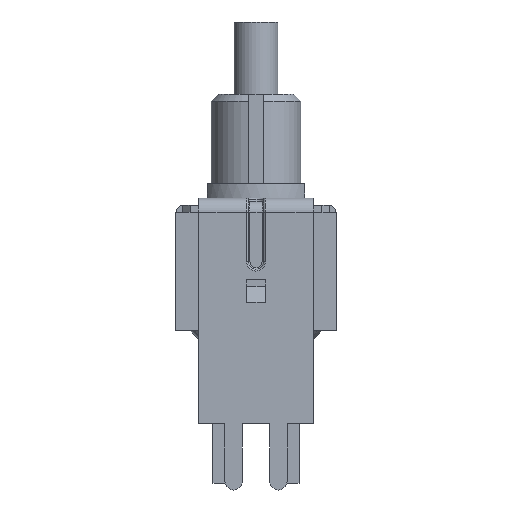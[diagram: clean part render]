
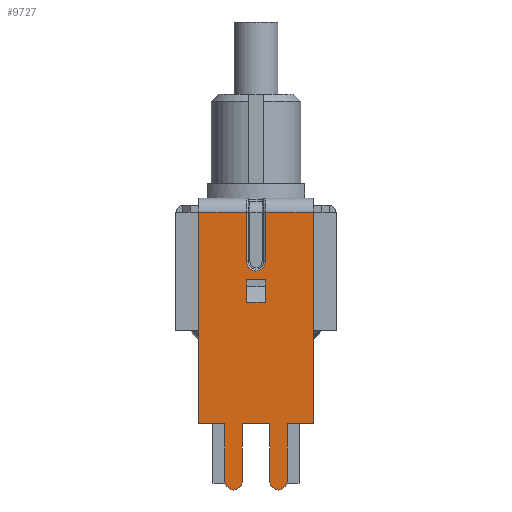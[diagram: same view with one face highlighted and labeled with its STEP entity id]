
A CAD part, left-side view. The second image highlights one B-rep face of the part: STEP entity #9727.
In plain terms, the highlighted planar face has unit normal (-1, 0, 0).
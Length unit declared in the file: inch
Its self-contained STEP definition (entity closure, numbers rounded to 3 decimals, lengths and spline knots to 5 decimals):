
#108=FACE_BOUND('',#3293,.T.);
#695=LINE('',#15773,#1671);
#700=LINE('',#15791,#1676);
#806=LINE('',#16122,#1782);
#815=LINE('',#16140,#1791);
#816=LINE('',#16143,#1792);
#820=LINE('',#16151,#1796);
#823=LINE('',#16157,#1799);
#826=LINE('',#16161,#1802);
#834=LINE('',#16196,#1810);
#836=LINE('',#16201,#1812);
#842=LINE('',#16217,#1818);
#844=LINE('',#16222,#1820);
#847=LINE('',#16226,#1823);
#849=LINE('',#16229,#1825);
#850=LINE('',#16231,#1826);
#855=LINE('',#16258,#1831);
#874=LINE('',#16340,#1850);
#875=LINE('',#16343,#1851);
#877=LINE('',#16353,#1853);
#1671=VECTOR('',#11664,0.3937);
#1676=VECTOR('',#11681,0.3937);
#1782=VECTOR('',#12043,0.3937);
#1791=VECTOR('',#12060,0.3937);
#1792=VECTOR('',#12063,0.3937);
#1796=VECTOR('',#12069,0.3937);
#1799=VECTOR('',#12074,0.3937);
#1802=VECTOR('',#12079,0.3937);
#1810=VECTOR('',#12117,0.3937);
#1812=VECTOR('',#12121,0.3937);
#1818=VECTOR('',#12135,0.3937);
#1820=VECTOR('',#12139,0.3937);
#1823=VECTOR('',#12144,0.3937);
#1825=VECTOR('',#12148,0.3937);
#1826=VECTOR('',#12151,0.3937);
#1831=VECTOR('',#12184,0.3937);
#1850=VECTOR('',#12285,0.3937);
#1851=VECTOR('',#12288,0.3937);
#1853=VECTOR('',#12302,0.3937);
#2727=FACE_OUTER_BOUND('',#3292,.T.);
#3292=EDGE_LOOP('',(#7854,#7855,#7856,#7857,#7858,#7859,#7860,#7861,#7862,
#7863,#7864,#7865,#7866,#7867,#7868,#7869));
#3293=EDGE_LOOP('',(#7870,#7871,#7872,#7873,#7874,#7875));
#3712=CIRCLE('',#10376,0.02402);
#3714=CIRCLE('',#10381,0.02402);
#3749=CIRCLE('',#10447,0.02638);
#4270=VERTEX_POINT('',#15770);
#4271=VERTEX_POINT('',#15772);
#4277=VERTEX_POINT('',#15788);
#4278=VERTEX_POINT('',#15790);
#4371=VERTEX_POINT('',#16110);
#4374=VERTEX_POINT('',#16118);
#4380=VERTEX_POINT('',#16138);
#4381=VERTEX_POINT('',#16142);
#4384=VERTEX_POINT('',#16150);
#4386=VERTEX_POINT('',#16156);
#4395=VERTEX_POINT('',#16186);
#4396=VERTEX_POINT('',#16188);
#4398=VERTEX_POINT('',#16194);
#4400=VERTEX_POINT('',#16200);
#4403=VERTEX_POINT('',#16207);
#4404=VERTEX_POINT('',#16209);
#4406=VERTEX_POINT('',#16215);
#4408=VERTEX_POINT('',#16221);
#4414=VERTEX_POINT('',#16248);
#4415=VERTEX_POINT('',#16252);
#4439=VERTEX_POINT('',#16342);
#4441=VERTEX_POINT('',#16348);
#5374=EDGE_CURVE('',#4270,#4271,#695,.T.);
#5383=EDGE_CURVE('',#4277,#4278,#700,.T.);
#5550=EDGE_CURVE('',#4374,#4371,#806,.T.);
#5559=EDGE_CURVE('',#4371,#4380,#815,.T.);
#5560=EDGE_CURVE('',#4381,#4374,#816,.T.);
#5564=EDGE_CURVE('',#4384,#4381,#820,.T.);
#5567=EDGE_CURVE('',#4386,#4384,#823,.T.);
#5570=EDGE_CURVE('',#4380,#4386,#826,.T.);
#5583=EDGE_CURVE('',#4396,#4395,#3712,.T.);
#5587=EDGE_CURVE('',#4395,#4398,#834,.T.);
#5589=EDGE_CURVE('',#4400,#4396,#836,.T.);
#5593=EDGE_CURVE('',#4404,#4403,#3714,.T.);
#5597=EDGE_CURVE('',#4403,#4406,#842,.T.);
#5599=EDGE_CURVE('',#4408,#4404,#844,.T.);
#5602=EDGE_CURVE('',#4278,#4406,#847,.T.);
#5604=EDGE_CURVE('',#4408,#4398,#849,.T.);
#5605=EDGE_CURVE('',#4400,#4270,#850,.T.);
#5619=EDGE_CURVE('',#4415,#4271,#855,.T.);
#5660=EDGE_CURVE('',#4277,#4414,#874,.T.);
#5661=EDGE_CURVE('',#4415,#4439,#875,.T.);
#5666=EDGE_CURVE('',#4439,#4441,#3749,.T.);
#5667=EDGE_CURVE('',#4441,#4414,#877,.T.);
#7854=ORIENTED_EDGE('',*,*,#5667,.F.);
#7855=ORIENTED_EDGE('',*,*,#5666,.F.);
#7856=ORIENTED_EDGE('',*,*,#5661,.F.);
#7857=ORIENTED_EDGE('',*,*,#5619,.T.);
#7858=ORIENTED_EDGE('',*,*,#5374,.F.);
#7859=ORIENTED_EDGE('',*,*,#5605,.F.);
#7860=ORIENTED_EDGE('',*,*,#5589,.T.);
#7861=ORIENTED_EDGE('',*,*,#5583,.T.);
#7862=ORIENTED_EDGE('',*,*,#5587,.T.);
#7863=ORIENTED_EDGE('',*,*,#5604,.F.);
#7864=ORIENTED_EDGE('',*,*,#5599,.T.);
#7865=ORIENTED_EDGE('',*,*,#5593,.T.);
#7866=ORIENTED_EDGE('',*,*,#5597,.T.);
#7867=ORIENTED_EDGE('',*,*,#5602,.F.);
#7868=ORIENTED_EDGE('',*,*,#5383,.F.);
#7869=ORIENTED_EDGE('',*,*,#5660,.T.);
#7870=ORIENTED_EDGE('',*,*,#5560,.T.);
#7871=ORIENTED_EDGE('',*,*,#5550,.T.);
#7872=ORIENTED_EDGE('',*,*,#5559,.T.);
#7873=ORIENTED_EDGE('',*,*,#5570,.T.);
#7874=ORIENTED_EDGE('',*,*,#5567,.T.);
#7875=ORIENTED_EDGE('',*,*,#5564,.T.);
#9268=PLANE('',#10449);
#9727=ADVANCED_FACE('',(#2727,#108),#9268,.T.);
#10376=AXIS2_PLACEMENT_3D('',#16189,#12110,#12111);
#10381=AXIS2_PLACEMENT_3D('',#16210,#12128,#12129);
#10447=AXIS2_PLACEMENT_3D('',#16351,#12298,#12299);
#10449=AXIS2_PLACEMENT_3D('',#16354,#12303,#12304);
#11664=DIRECTION('',(0.,0.,1.));
#11681=DIRECTION('',(0.,0.,-1.));
#12043=DIRECTION('',(0.,1.,0.));
#12060=DIRECTION('',(0.,1.,0.));
#12063=DIRECTION('',(0.,1.,0.));
#12069=DIRECTION('',(0.,0.,-1.));
#12074=DIRECTION('',(0.,-1.,0.));
#12079=DIRECTION('',(0.,0.,1.));
#12110=DIRECTION('center_axis',(-1.,0.,0.));
#12111=DIRECTION('ref_axis',(0.,1.,0.));
#12117=DIRECTION('',(0.,0.,1.));
#12121=DIRECTION('',(0.,0.,-1.));
#12128=DIRECTION('center_axis',(-1.,0.,0.));
#12129=DIRECTION('ref_axis',(0.,1.,0.));
#12135=DIRECTION('',(0.,0.,1.));
#12139=DIRECTION('',(0.,0.,-1.));
#12144=DIRECTION('',(0.,1.,0.));
#12148=DIRECTION('',(0.,1.,0.));
#12151=DIRECTION('',(0.,1.,0.));
#12184=DIRECTION('',(0.,1.,0.));
#12285=DIRECTION('',(0.,1.,0.));
#12288=DIRECTION('',(0.,0.,-1.));
#12298=DIRECTION('center_axis',(-1.,0.,0.));
#12299=DIRECTION('ref_axis',(0.,0.,
-1.));
#12302=DIRECTION('',(0.,0.,1.));
#12303=DIRECTION('center_axis',(-1.,0.,0.));
#12304=DIRECTION('ref_axis',(0.,0.,
-1.));
#15770=CARTESIAN_POINT('',(-0.32008,0.16004,-0.25906));
#15772=CARTESIAN_POINT('',(-0.32008,0.16004,0.33071));
#15773=CARTESIAN_POINT('',(-0.32008,0.16004,-0.25906));
#15788=CARTESIAN_POINT('',(-0.32008,-0.16004,0.33071));
#15790=CARTESIAN_POINT('',(-0.32008,-0.16004,-0.25906));
#15791=CARTESIAN_POINT('',(-0.32008,-0.16004,0.35079));
#16110=CARTESIAN_POINT('',(-0.32008,0.02559,0.07953));
#16118=CARTESIAN_POINT('',(-0.32008,-0.02559,0.07953));
#16122=CARTESIAN_POINT('',(-0.32008,0.01329,0.07953));
#16138=CARTESIAN_POINT('',(-0.32008,0.02657,0.07953));
#16140=CARTESIAN_POINT('',(-0.32008,0.01329,0.07953));
#16142=CARTESIAN_POINT('',(-0.32008,-0.02657,0.07953));
#16143=CARTESIAN_POINT('',(-0.32008,0.01329,0.07953));
#16150=CARTESIAN_POINT('',(-0.32008,-0.02657,0.14252));
#16151=CARTESIAN_POINT('',(-0.32008,-0.02657,0.0627));
#16156=CARTESIAN_POINT('',(-0.32008,0.02657,0.14252));
#16157=CARTESIAN_POINT('',(-0.32008,-0.01329,0.14252));
#16161=CARTESIAN_POINT('',(-0.32008,0.02657,0.09419));
#16186=CARTESIAN_POINT('',(-0.32008,0.03858,-0.42008));
#16188=CARTESIAN_POINT('',(-0.32008,0.08661,-0.42008));
#16189=CARTESIAN_POINT('Origin',(-0.32008,0.0626,-0.42008));
#16194=CARTESIAN_POINT('',(-0.32008,0.03858,-0.25906));
#16196=CARTESIAN_POINT('',(-0.32008,0.03858,-0.42008));
#16200=CARTESIAN_POINT('',(-0.32008,0.08661,-0.25906));
#16201=CARTESIAN_POINT('',(-0.32008,0.08661,-0.25906));
#16207=CARTESIAN_POINT('',(-0.32008,-0.08661,-0.42008));
#16209=CARTESIAN_POINT('',(-0.32008,-0.03858,-0.42008));
#16210=CARTESIAN_POINT('Origin',(-0.32008,-0.0626,
-0.42008));
#16215=CARTESIAN_POINT('',(-0.32008,-0.08661,-0.25906));
#16217=CARTESIAN_POINT('',(-0.32008,-0.08661,-0.42008));
#16221=CARTESIAN_POINT('',(-0.32008,-0.03858,-0.25906));
#16222=CARTESIAN_POINT('',(-0.32008,-0.03858,-0.25906));
#16226=CARTESIAN_POINT('',(-0.32008,-0.16004,-0.25906));
#16229=CARTESIAN_POINT('',(-0.32008,-0.16004,-0.25906));
#16231=CARTESIAN_POINT('',(-0.32008,-0.16004,-0.25906));
#16248=CARTESIAN_POINT('',(-0.32008,-0.02638,0.33071));
#16252=CARTESIAN_POINT('',(-0.32008,0.02638,0.33071));
#16258=CARTESIAN_POINT('',(-0.32008,0.08002,0.33071));
#16340=CARTESIAN_POINT('',(-0.32008,0.08002,0.33071));
#16342=CARTESIAN_POINT('',(-0.32008,0.02638,0.1937));
#16343=CARTESIAN_POINT('',(-0.32008,0.02638,0.18829));
#16348=CARTESIAN_POINT('',(-0.32008,-0.02638,0.1937));
#16351=CARTESIAN_POINT('Origin',(-0.32008,0.,
0.1937));
#16353=CARTESIAN_POINT('',(-0.32008,-0.02638,0.11978));
#16354=CARTESIAN_POINT('Origin',(-0.32008,0.,
0.04587));
